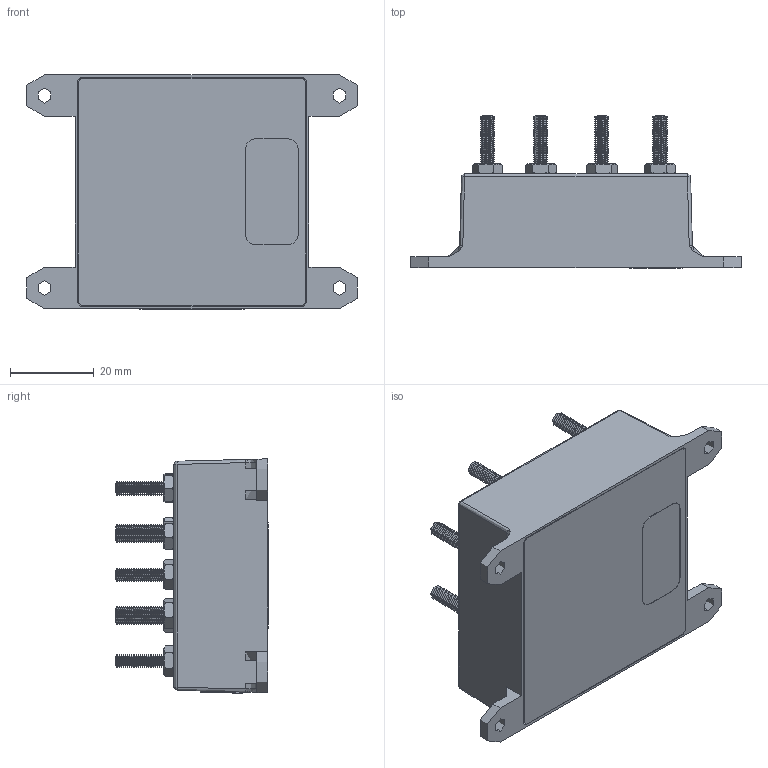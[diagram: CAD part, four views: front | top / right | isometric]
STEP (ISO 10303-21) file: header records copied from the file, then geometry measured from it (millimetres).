
FILE_DESCRIPTION (( 'STEP AP214' ), '1' );
FILE_NAME ('1100-239-E.STEP', '2019-01-22T20:30:20', ( '' ), ( '' ), 'SwSTEP 2.0', 'SolidWorks 2018', '' );
FILE_SCHEMA (( 'AUTOMOTIVE_DESIGN' ));
Length unit declared in the file: inch
Products named in the file (45): 2103-057; 2100-037_2100-037; 2200-169; 3800-164; 2250-295; 1100-239-E; 2100-037; 2003-1052; 2003-653; 2001-049; 2001-117; 2021-113; 2001-050
Assembly tree (44 placements, depth 4):
  2103-057
  3800-164
  1100-239-E
    2100-037
    2100-037
    2100-037
    2100-037
    2100-037
    2100-037
    2100-037
    2100-037
    2100-037
  2103-057
  2103-057
Bounding box: 79.04 x 36.36 x 55.98 mm (x, y, z)
Volume: 29652.6 mm3; surface area: 35854.8 mm2
Topology: 32 solids, 32 shells, 7181 faces, 18657 edges, 11764 vertices
Faces by surface type: plane 4218, cone 1426, cylinder 863, bspline 670, sphere 4
Entity records: 202968 total; most frequent: CARTESIAN_POINT 61418, ORIENTED_EDGE 21992, DIRECTION 16842, EDGE_CURVE 10996, VECTOR 9174, LINE 9174, VERTEX_POINT 7250, EDGE_LOOP 4256
